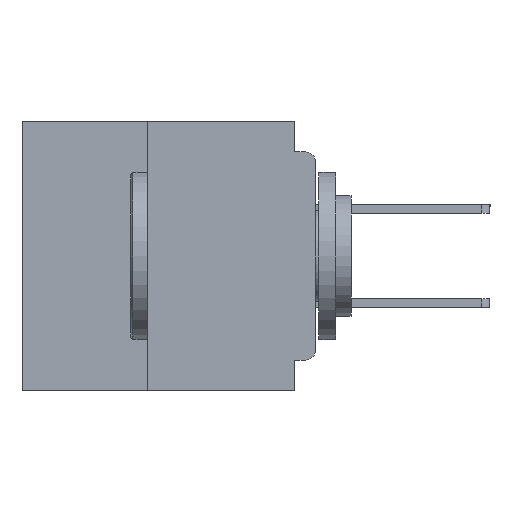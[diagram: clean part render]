
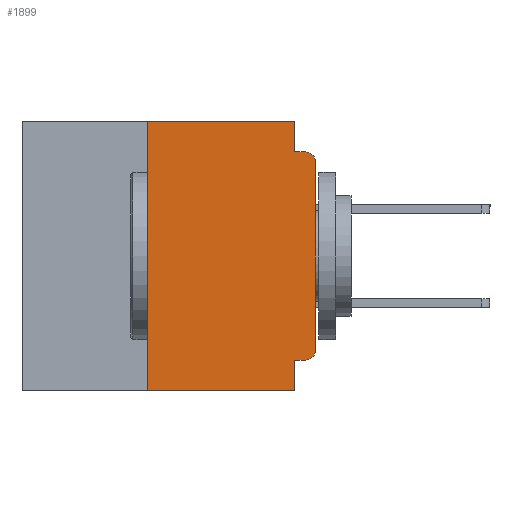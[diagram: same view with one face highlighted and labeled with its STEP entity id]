
A CAD part, left-side view. The second image highlights one B-rep face of the part: STEP entity #1899.
In plain terms, the highlighted planar face has unit normal (-1, 0, 0).
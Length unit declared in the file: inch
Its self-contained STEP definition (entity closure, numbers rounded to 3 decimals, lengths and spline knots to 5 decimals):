
#244 = VECTOR ( 'NONE', #252, 39.37008 ) ;
#252 = DIRECTION ( 'NONE',  ( 0., -1., 0. ) ) ;
#405 = CARTESIAN_POINT ( 'NONE',  ( 0., 0.437, -0.4 ) ) ;
#1768 = CARTESIAN_POINT ( 'NONE',  ( 0., 0.031, 0. ) ) ;
#1899 = ADVANCED_FACE ( 'NONE', ( #8575 ), #45192, .F. ) ;
#2960 = EDGE_CURVE ( 'NONE', #31670, #4410, #41013, .T. ) ;
#3414 = VECTOR ( 'NONE', #33818, 39.37008 ) ;
#3460 = VERTEX_POINT ( 'NONE', #14815 ) ;
#4410 = VERTEX_POINT ( 'NONE', #17166 ) ;
#5348 = EDGE_CURVE ( 'NONE', #17512, #56151, #24406, .T. ) ;
#5505 = CARTESIAN_POINT ( 'NONE',  ( 0., 0., -0.06 ) ) ;
#6608 = ORIENTED_EDGE ( 'NONE', *, *, #15716, .T. ) ;
#7536 = VECTOR ( 'NONE', #19517, 39.37008 ) ;
#7862 = DIRECTION ( 'NONE',  ( 0., 0., 1. ) ) ;
#8575 = FACE_OUTER_BOUND ( 'NONE', #55506, .T. ) ;
#12305 = VECTOR ( 'NONE', #16098, 39.37008 ) ;
#13334 = LINE ( 'NONE', #53662, #50728 ) ;
#13696 = EDGE_CURVE ( 'NONE', #55316, #3460, #17504, .T. ) ;
#14249 = CARTESIAN_POINT ( 'NONE',  ( 0., 0.015, -0.34 ) ) ;
#14815 = CARTESIAN_POINT ( 'NONE',  ( 0., 0.031, -0.045 ) ) ;
#14854 = ORIENTED_EDGE ( 'NONE', *, *, #50126, .F. ) ;
#14945 = EDGE_CURVE ( 'NONE', #37374, #18847, #13334, .T. ) ;
#15716 = EDGE_CURVE ( 'NONE', #17512, #37374, #19649, .T. ) ;
#16098 = DIRECTION ( 'NONE',  ( 0., -1., 0. ) ) ;
#16407 = ORIENTED_EDGE ( 'NONE', *, *, #13696, .F. ) ;
#17166 = CARTESIAN_POINT ( 'NONE',  ( 0., 0.031, -0.4 ) ) ;
#17504 = LINE ( 'NONE', #48970, #44576 ) ;
#17512 = VERTEX_POINT ( 'NONE', #18777 ) ;
#18777 = CARTESIAN_POINT ( 'NONE',  ( 0., 0.015, -0.355 ) ) ;
#18847 = VERTEX_POINT ( 'NONE', #5505 ) ;
#19420 = DIRECTION ( 'NONE',  ( 0., 0., -1. ) ) ;
#19517 = DIRECTION ( 'NONE',  ( 0., 1., 0. ) ) ;
#19649 = CIRCLE ( 'NONE', #26129, 0.015 ) ;
#22836 = CARTESIAN_POINT ( 'NONE',  ( 0., 0.25, -0.4 ) ) ;
#23732 = DIRECTION ( 'NONE',  ( 0., 0., -1. ) ) ;
#24276 = DIRECTION ( 'NONE',  ( -1., 0., 0. ) ) ;
#24406 = LINE ( 'NONE', #59837, #7536 ) ;
#25921 = LINE ( 'NONE', #61535, #12305 ) ;
#26129 = AXIS2_PLACEMENT_3D ( 'NONE', #14249, #49832, #19420 ) ;
#26369 = EDGE_CURVE ( 'NONE', #18847, #30285, #61229, .T. ) ;
#28411 = AXIS2_PLACEMENT_3D ( 'NONE', #42925, #41631, #42277 ) ;
#29266 = CARTESIAN_POINT ( 'NONE',  ( 0., 0.437, 0. ) ) ;
#29985 = VECTOR ( 'NONE', #54690, 39.37008 ) ;
#30285 = VERTEX_POINT ( 'NONE', #37178 ) ;
#31670 = VERTEX_POINT ( 'NONE', #22836 ) ;
#32225 = CARTESIAN_POINT ( 'NONE',  ( 0., 0.031, -0.355 ) ) ;
#32285 = VERTEX_POINT ( 'NONE', #65520 ) ;
#33374 = VECTOR ( 'NONE', #36863, 39.37008 ) ;
#33818 = DIRECTION ( 'NONE',  ( 0., 0., 1. ) ) ;
#34950 = LINE ( 'NONE', #51912, #33374 ) ;
#36863 = DIRECTION ( 'NONE',  ( 0., 0., -1. ) ) ;
#37178 = CARTESIAN_POINT ( 'NONE',  ( 0., 0.015, -0.045 ) ) ;
#37374 = VERTEX_POINT ( 'NONE', #63183 ) ;
#39500 = ORIENTED_EDGE ( 'NONE', *, *, #65833, .F. ) ;
#40359 = ORIENTED_EDGE ( 'NONE', *, *, #49353, .F. ) ;
#41013 = LINE ( 'NONE', #405, #244 ) ;
#41631 = DIRECTION ( 'NONE',  ( 1., 0., 0. ) ) ;
#42277 = DIRECTION ( 'NONE',  ( 0., 0., -1. ) ) ;
#42925 = CARTESIAN_POINT ( 'NONE',  ( 0., 0.437, 0. ) ) ;
#43802 = CARTESIAN_POINT ( 'NONE',  ( 0., 0.25, -0.4 ) ) ;
#44576 = VECTOR ( 'NONE', #23732, 39.37008 ) ;
#45061 = LINE ( 'NONE', #29266, #29985 ) ;
#45192 = PLANE ( 'NONE',  #28411 ) ;
#46672 = ORIENTED_EDGE ( 'NONE', *, *, #5348, .F. ) ;
#48970 = CARTESIAN_POINT ( 'NONE',  ( 0., 0.031, 0. ) ) ;
#49353 = EDGE_CURVE ( 'NONE', #31670, #32285, #57556, .T. ) ;
#49832 = DIRECTION ( 'NONE',  ( -1., 0., 0. ) ) ;
#50126 = EDGE_CURVE ( 'NONE', #3460, #30285, #25921, .T. ) ;
#50728 = VECTOR ( 'NONE', #7862, 39.37008 ) ;
#51299 = ORIENTED_EDGE ( 'NONE', *, *, #53489, .F. ) ;
#51912 = CARTESIAN_POINT ( 'NONE',  ( 0., 0.031, -0.4 ) ) ;
#53047 = ORIENTED_EDGE ( 'NONE', *, *, #2960, .T. ) ;
#53489 = EDGE_CURVE ( 'NONE', #56151, #4410, #34950, .T. ) ;
#53662 = CARTESIAN_POINT ( 'NONE',  ( 0., 0., 0. ) ) ;
#54559 = CARTESIAN_POINT ( 'NONE',  ( 0., 0.015, -0.06 ) ) ;
#54690 = DIRECTION ( 'NONE',  ( 0., -1., 0. ) ) ;
#55316 = VERTEX_POINT ( 'NONE', #1768 ) ;
#55506 = EDGE_LOOP ( 'NONE', ( #59892, #64744, #14854, #16407, #39500, #40359, #53047, #51299, #46672, #6608 ) ) ;
#56151 = VERTEX_POINT ( 'NONE', #32225 ) ;
#57556 = LINE ( 'NONE', #43802, #3414 ) ;
#59646 = DIRECTION ( 'NONE',  ( 0., 0., -1. ) ) ;
#59837 = CARTESIAN_POINT ( 'NONE',  ( 0., 0., -0.355 ) ) ;
#59892 = ORIENTED_EDGE ( 'NONE', *, *, #14945, .T. ) ;
#60337 = AXIS2_PLACEMENT_3D ( 'NONE', #54559, #24276, #59646 ) ;
#61229 = CIRCLE ( 'NONE', #60337, 0.015 ) ;
#61535 = CARTESIAN_POINT ( 'NONE',  ( 0., 0., -0.045 ) ) ;
#63183 = CARTESIAN_POINT ( 'NONE',  ( 0., 0., -0.34 ) ) ;
#64744 = ORIENTED_EDGE ( 'NONE', *, *, #26369, .T. ) ;
#65520 = CARTESIAN_POINT ( 'NONE',  ( 0., 0.25, 0. ) ) ;
#65833 = EDGE_CURVE ( 'NONE', #32285, #55316, #45061, .T. ) ;
